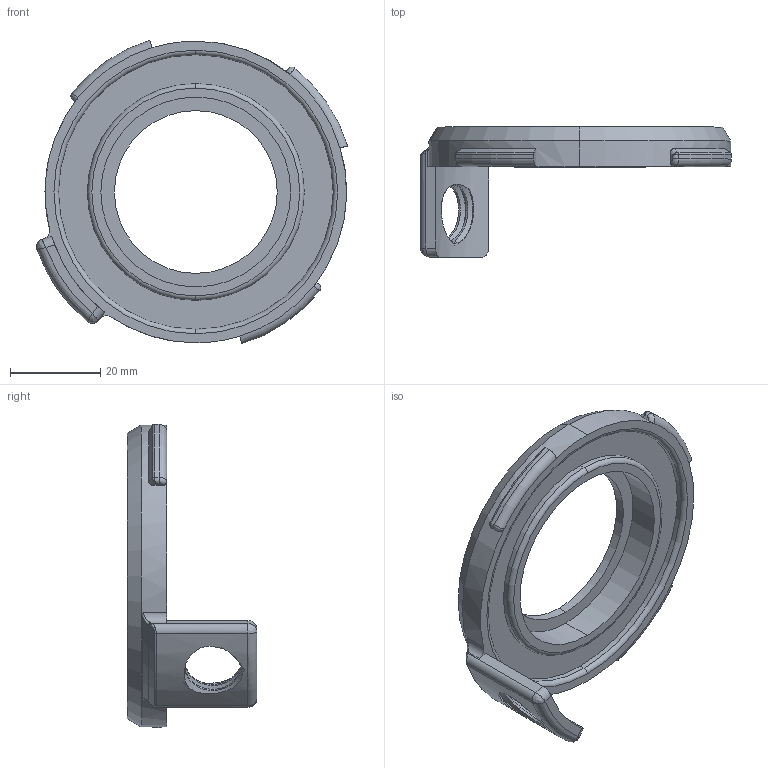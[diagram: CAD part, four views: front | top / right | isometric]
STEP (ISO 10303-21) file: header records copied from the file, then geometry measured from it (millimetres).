
FILE_DESCRIPTION (( 'STEP AP203' ), '1' );
FILE_NAME ('cup_240912.STEP', '2024-12-12T07:55:22', ( '' ), ( '' ), 'SwSTEP 2.0', 'SolidWorks 2022', '' );
FILE_SCHEMA (( 'CONFIG_CONTROL_DESIGN' ));
Length unit declared in the file: millimetre
Products named in the file (1): cup_240912
Bounding box: 68.96 x 28.8 x 67.27 mm (x, y, z)
Volume: 15930 mm3; surface area: 10532.2 mm2
Topology: 1 solids, 1 shells, 140 faces, 350 edges, 218 vertices
Faces by surface type: plane 56, cylinder 33, bspline 32, torus 12, cone 7
Entity records: 15220 total; most frequent: CARTESIAN_POINT 12144, ORIENTED_EDGE 690, DIRECTION 528, EDGE_CURVE 345, VERTEX_POINT 218, AXIS2_PLACEMENT_3D 189, EDGE_LOOP 155, VECTOR 150
